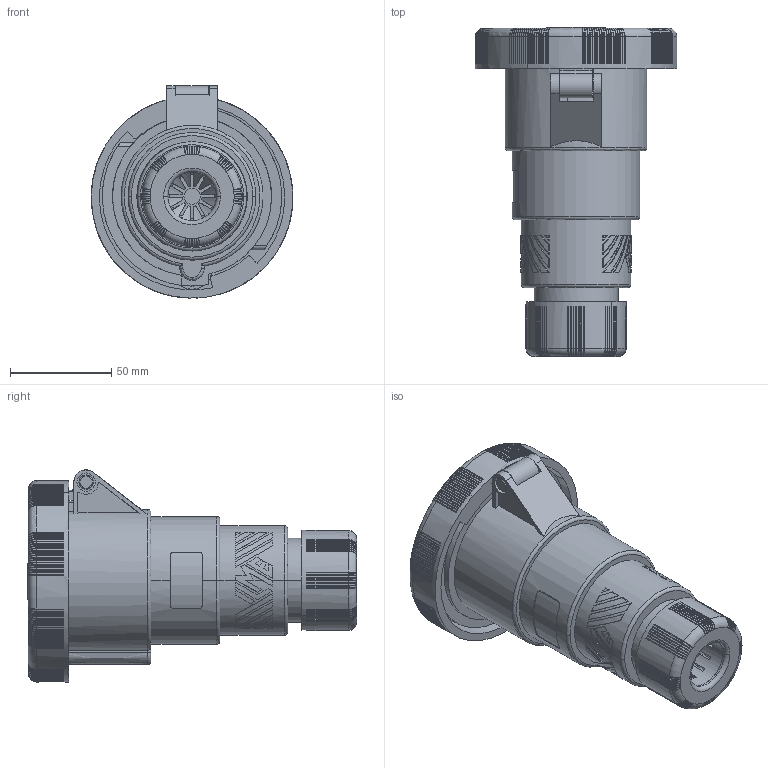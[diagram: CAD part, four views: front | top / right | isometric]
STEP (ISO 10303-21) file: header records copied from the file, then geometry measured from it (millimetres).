
FILE_DESCRIPTION(('Creo Elements/Direct Modeling STEP Export'),'2;1');
FILE_NAME('3g6gu5h5rlnjeqi10752','2023-07-11T15:13:54',(''),(''),'Creo Elements/Direct Modeling STEP processor for AP214 (Solid Model)','Creo Elements/Direct Modeling 20.1D 10-Oct-2020 (C) Parametric Technology GmbH','');
FILE_SCHEMA(('AUTOMOTIVE_DESIGN { 1 0 10303 214 1 1 1 1 }'));
Products named in the file (3): CUSTODIA_32x5; GHIE_COP_32x5; PEW_3265_PV
Assembly tree (2 placements, depth 2):
  PEW_3265_PV
    GHIE_COP_32x5
    CUSTODIA_32x5
Bounding box: 99.42 x 162.4 x 104.74 mm (x, y, z)
Volume: 415852.2 mm3; surface area: 118675 mm2
Topology: 2 solids, 2 shells, 2206 faces, 5996 edges, 3445 vertices
Faces by surface type: plane 1122, torus 529, cylinder 405, sphere 112, cone 31, bspline 7
Entity records: 122920 total; most frequent: CARTESIAN_POINT 54820, ORIENTED_EDGE 11160, DIRECTION 10147, EDGE_CURVE 5580, AXIS2_PLACEMENT_3D 3857, VERTEX_POINT 3445, VECTOR 2433, LINE 2433
